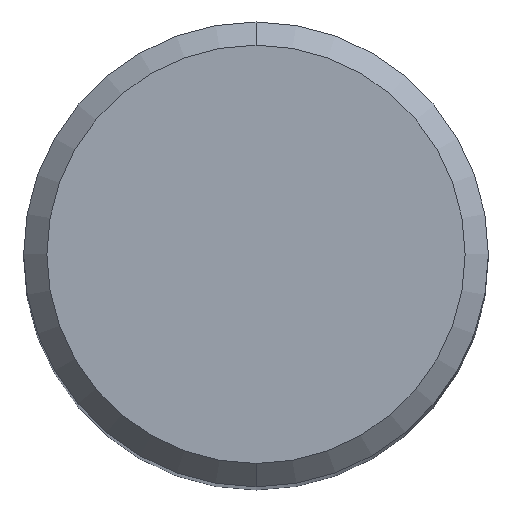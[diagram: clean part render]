
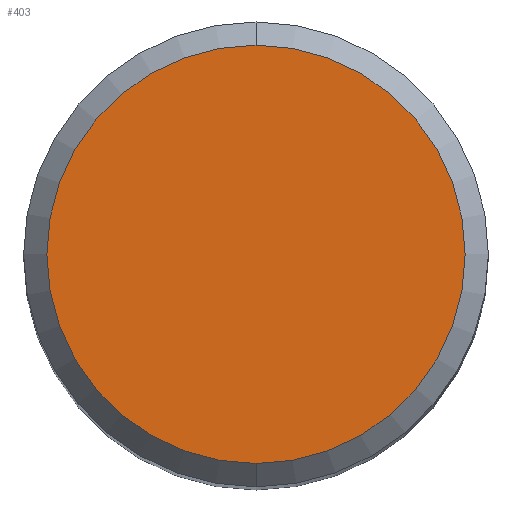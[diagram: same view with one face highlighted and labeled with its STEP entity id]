
A CAD part, top view. The second image highlights one B-rep face of the part: STEP entity #403.
In plain terms, the highlighted planar face has unit normal (0, 0, 1).
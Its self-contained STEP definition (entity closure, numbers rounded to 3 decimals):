
#175=EDGE_CURVE('',#435,#287,#466,.T.);
#269=EDGE_CURVE('',#287,#435,#570,.T.);
#287=VERTEX_POINT('',#589);
#403=ADVANCED_FACE('',(#719),#720,.T.);
#435=VERTEX_POINT('',#753);
#466=CIRCLE('',#778,4.5);
#570=CIRCLE('',#1015,4.5);
#589=CARTESIAN_POINT('',(0.0,4.5,0.0));
#719=FACE_OUTER_BOUND('',#1353,.T.);
#720=PLANE('',#1354);
#753=CARTESIAN_POINT('',(0.,-4.5,0.0));
#778=AXIS2_PLACEMENT_3D('',#1412,#1413,#1414);
#1015=AXIS2_PLACEMENT_3D('',#1541,#1542,#1543);
#1353=EDGE_LOOP('',(#1724,#1725));
#1354=AXIS2_PLACEMENT_3D('',#1726,#1727,#1728);
#1412=CARTESIAN_POINT('',(0.0,0.0,0.0));
#1413=DIRECTION('',(0.0,0.0,-1.0));
#1414=DIRECTION('',(0.0,1.0,0.0));
#1541=CARTESIAN_POINT('',(0.0,0.0,0.0));
#1542=DIRECTION('',(0.0,0.0,-1.0));
#1543=DIRECTION('',(0.0,1.0,0.0));
#1724=ORIENTED_EDGE('',*,*,#269,.F.);
#1725=ORIENTED_EDGE('',*,*,#175,.F.);
#1726=CARTESIAN_POINT('',(0.0,2.25,0.0));
#1727=DIRECTION('',(-0.0,0.0,1.0));
#1728=DIRECTION('',(0.0,-1.0,0.0));
